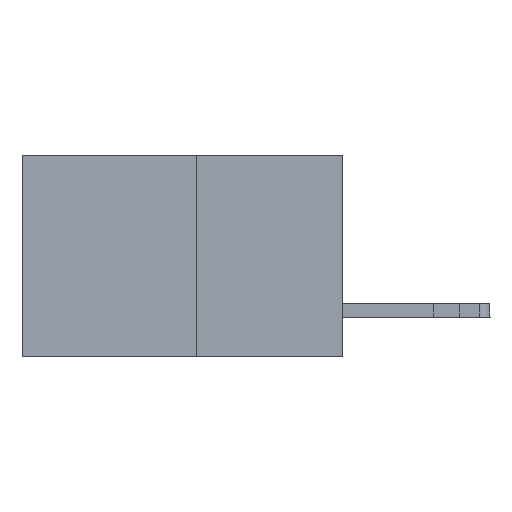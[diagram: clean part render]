
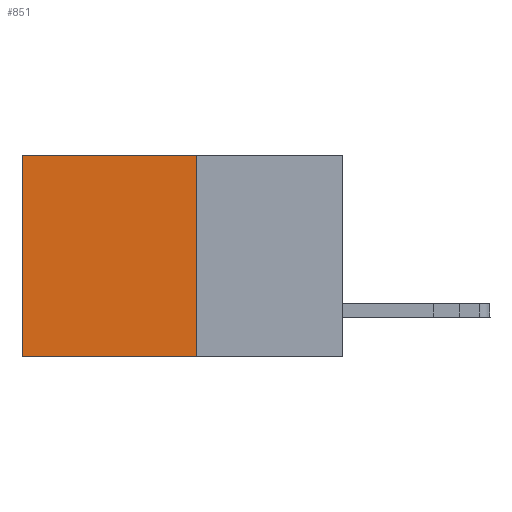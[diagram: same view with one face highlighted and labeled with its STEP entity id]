
A CAD part, left-side view. The second image highlights one B-rep face of the part: STEP entity #851.
In plain terms, the highlighted planar face has unit normal (-1, 0, 0).
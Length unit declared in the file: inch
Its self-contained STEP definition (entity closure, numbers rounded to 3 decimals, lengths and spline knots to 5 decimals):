
#486 = ORIENTED_EDGE ( 'NONE', *, *, #4962, .F. ) ;
#851 = ADVANCED_FACE ( 'NONE', ( #10678 ), #1615, .F. ) ;
#1063 = VERTEX_POINT ( 'NONE', #6233 ) ;
#1615 = PLANE ( 'NONE',  #12081 ) ;
#2222 = VECTOR ( 'NONE', #7767, 39.37008 ) ;
#2431 = DIRECTION ( 'NONE',  ( 0., 0., -1. ) ) ;
#2741 = EDGE_CURVE ( 'NONE', #5186, #4395, #7949, .T. ) ;
#2836 = CARTESIAN_POINT ( 'NONE',  ( 0.277, 0.27, -0.37 ) ) ;
#2908 = LINE ( 'NONE', #10917, #7346 ) ;
#2934 = CARTESIAN_POINT ( 'NONE',  ( 0.277, 0.59, -0.37 ) ) ;
#3415 = ORIENTED_EDGE ( 'NONE', *, *, #6270, .F. ) ;
#3536 = VERTEX_POINT ( 'NONE', #2836 ) ;
#3796 = DIRECTION ( 'NONE',  ( 0., 0., -1. ) ) ;
#4165 = DIRECTION ( 'NONE',  ( 0., 1., 0. ) ) ;
#4395 = VERTEX_POINT ( 'NONE', #7427 ) ;
#4833 = VECTOR ( 'NONE', #6174, 39.37008 ) ;
#4962 = EDGE_CURVE ( 'NONE', #3536, #4395, #8893, .T. ) ;
#5186 = VERTEX_POINT ( 'NONE', #12289 ) ;
#5437 = VECTOR ( 'NONE', #2431, 39.37008 ) ;
#5592 = LINE ( 'NONE', #6715, #5437 ) ;
#5637 = CARTESIAN_POINT ( 'NONE',  ( 0.277, 0.27, -0.37 ) ) ;
#6174 = DIRECTION ( 'NONE',  ( 0., 0., -1. ) ) ;
#6233 = CARTESIAN_POINT ( 'NONE',  ( 0.277, 0.27, 0. ) ) ;
#6270 = EDGE_CURVE ( 'NONE', #1063, #3536, #5592, .T. ) ;
#6715 = CARTESIAN_POINT ( 'NONE',  ( 0.277, 0.27, -0.37 ) ) ;
#7317 = ORIENTED_EDGE ( 'NONE', *, *, #9194, .T. ) ;
#7330 = ORIENTED_EDGE ( 'NONE', *, *, #2741, .T. ) ;
#7346 = VECTOR ( 'NONE', #4165, 39.37008 ) ;
#7427 = CARTESIAN_POINT ( 'NONE',  ( 0.277, 0.59, -0.37 ) ) ;
#7767 = DIRECTION ( 'NONE',  ( 0., 1., 0. ) ) ;
#7949 = LINE ( 'NONE', #2934, #4833 ) ;
#8893 = LINE ( 'NONE', #12949, #2222 ) ;
#9194 = EDGE_CURVE ( 'NONE', #1063, #5186, #2908, .T. ) ;
#9686 = DIRECTION ( 'NONE',  ( 1., 0., 0. ) ) ;
#10678 = FACE_OUTER_BOUND ( 'NONE', #12126, .T. ) ;
#10917 = CARTESIAN_POINT ( 'NONE',  ( 0.277, 0.27, 0. ) ) ;
#12081 = AXIS2_PLACEMENT_3D ( 'NONE', #5637, #9686, #3796 ) ;
#12126 = EDGE_LOOP ( 'NONE', ( #7330, #486, #3415, #7317 ) ) ;
#12289 = CARTESIAN_POINT ( 'NONE',  ( 0.277, 0.59, 0. ) ) ;
#12949 = CARTESIAN_POINT ( 'NONE',  ( 0.277, 0.27, -0.37 ) ) ;
